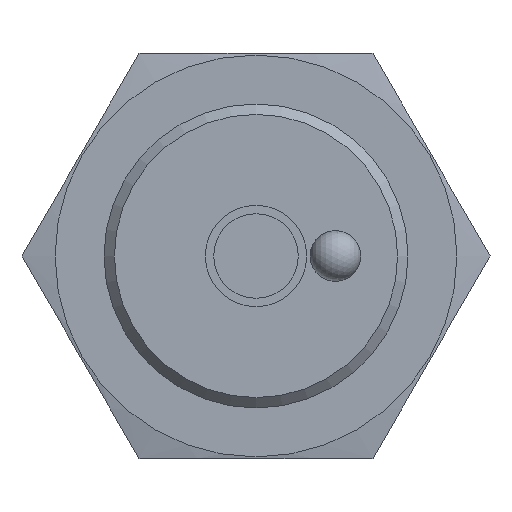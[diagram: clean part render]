
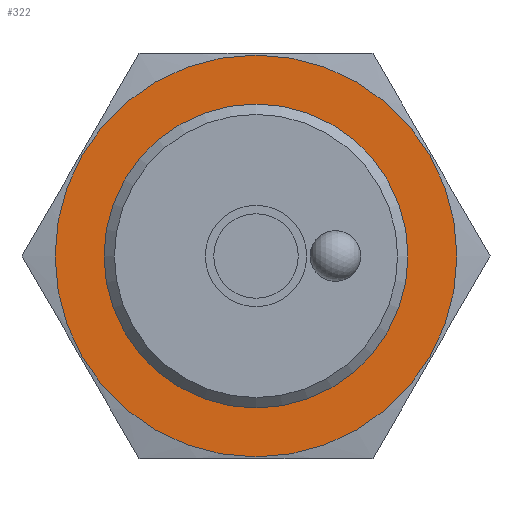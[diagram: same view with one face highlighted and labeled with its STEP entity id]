
A CAD part, left-side view. The second image highlights one B-rep face of the part: STEP entity #322.
In plain terms, the highlighted face is planar.
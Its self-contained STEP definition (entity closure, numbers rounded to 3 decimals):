
#106=ORIENTED_EDGE('',*,*,#163,.F.);
#107=ORIENTED_EDGE('',*,*,#156,.T.);
#156=EDGE_CURVE('',#190,#190,#212,.T.);
#163=EDGE_CURVE('',#197,#197,#213,.T.);
#190=VERTEX_POINT('',#573);
#197=VERTEX_POINT('',#612);
#212=CIRCLE('',#386,11.9);
#213=CIRCLE('',#388,9.);
#242=EDGE_LOOP('',(#106));
#243=EDGE_LOOP('',(#107));
#282=FACE_BOUND('',#242,.T.);
#283=FACE_BOUND('',#243,.T.);
#301=PLANE('',#387);
#322=ADVANCED_FACE('',(#282,#283),#301,.F.);
#386=AXIS2_PLACEMENT_3D('',#572,#458,#459);
#387=AXIS2_PLACEMENT_3D('',#610,#460,#461);
#388=AXIS2_PLACEMENT_3D('',#611,#462,#463);
#458=DIRECTION('',(1.,0.,0.));
#459=DIRECTION('',(0.,0.,-1.));
#460=DIRECTION('',(-1.,0.,0.));
#461=DIRECTION('',(0.,0.,1.));
#462=DIRECTION('',(1.,0.,0.));
#463=DIRECTION('',(0.,0.,-1.));
#572=CARTESIAN_POINT('',(5.,0.,0.));
#573=CARTESIAN_POINT('',(5.,0.,-11.9));
#610=CARTESIAN_POINT('',(5.,11.9,0.));
#611=CARTESIAN_POINT('',(5.,0.,0.));
#612=CARTESIAN_POINT('',(5.,0.,-9.));
